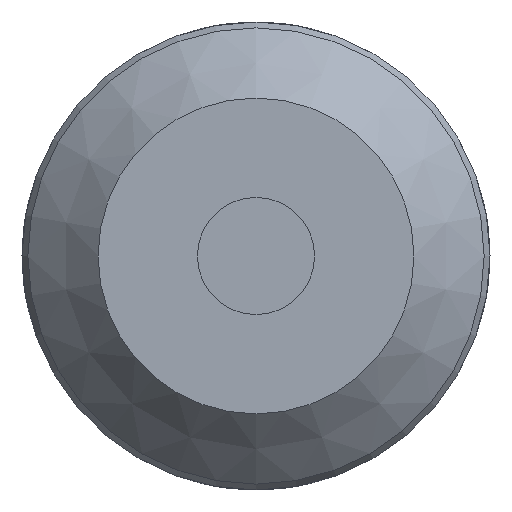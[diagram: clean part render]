
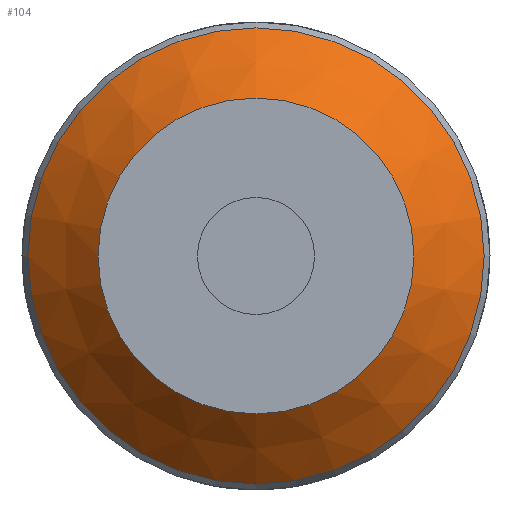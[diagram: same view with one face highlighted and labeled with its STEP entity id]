
A CAD part, left-side view. The second image highlights one B-rep face of the part: STEP entity #104.
In plain terms, the highlighted conical face has half-angle 45 degrees and reference radius 9.457 mm.
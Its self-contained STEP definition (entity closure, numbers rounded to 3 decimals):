
#41=CONICAL_SURFACE('',#333,9.457,45.);
#104=ADVANCED_FACE('',(#146,#147),#41,.T.);
#146=FACE_BOUND('',#163,.T.);
#147=FACE_BOUND('',#164,.T.);
#163=EDGE_LOOP('',(#205));
#164=EDGE_LOOP('',(#206));
#205=ORIENTED_EDGE('',*,*,#265,.F.);
#206=ORIENTED_EDGE('',*,*,#286,.T.);
#242=VERTEX_POINT('',#442);
#263=VERTEX_POINT('',#488);
#265=EDGE_CURVE('',#242,#242,#296,.T.);
#286=EDGE_CURVE('',#263,#263,#301,.T.);
#296=CIRCLE('',#314,6.75);
#301=CIRCLE('',#331,9.75);
#314=AXIS2_PLACEMENT_3D('',#441,#353,#354);
#331=AXIS2_PLACEMENT_3D('',#487,#395,#396);
#333=AXIS2_PLACEMENT_3D('',#490,#399,#400);
#353=DIRECTION('',(-1.,0.,0.));
#354=DIRECTION('',(0.,0.,-1.));
#395=DIRECTION('',(-1.,0.,0.));
#396=DIRECTION('',(0.,0.,-1.));
#399=DIRECTION('',(1.,0.,0.));
#400=DIRECTION('',(0.,0.,-1.));
#441=CARTESIAN_POINT('',(0.,0.,0.));
#442=CARTESIAN_POINT('',(0.,0.,-6.75));
#487=CARTESIAN_POINT('',(3.,0.,0.));
#488=CARTESIAN_POINT('',(3.,0.,-9.75));
#490=CARTESIAN_POINT('',(2.707,0.,0.));
